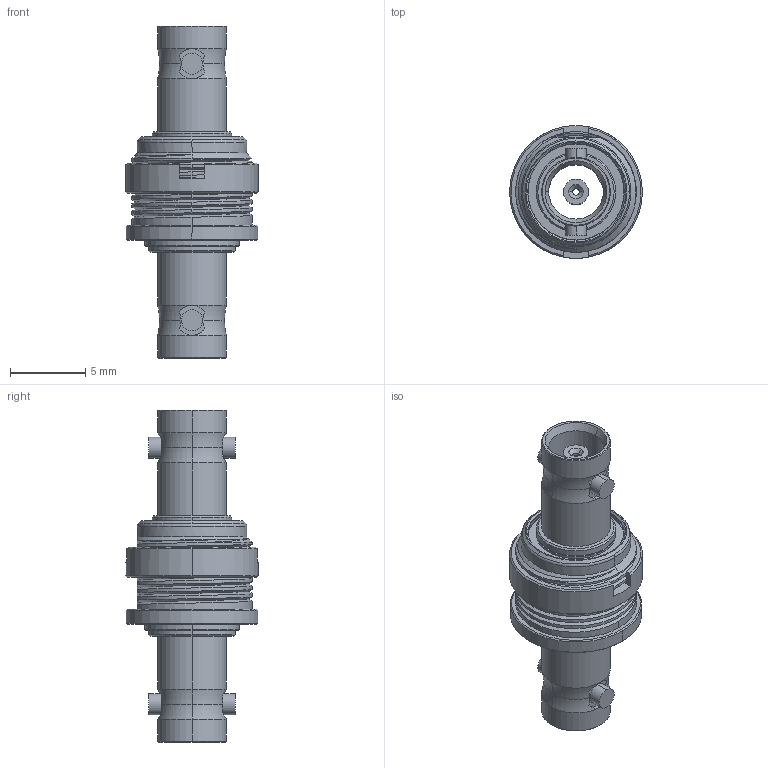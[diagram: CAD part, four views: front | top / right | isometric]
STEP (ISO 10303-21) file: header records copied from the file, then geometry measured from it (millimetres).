
FILE_DESCRIPTION (( 'STEP AP214' ), '1' );
FILE_NAME ('67-503-D126.STEP', '2024-07-31T08:35:24', ( '' ), ( '' ), 'SwSTEP 2.0', 'SolidWorks 2023', '' );
FILE_SCHEMA (( 'AUTOMOTIVE_DESIGN' ));
Length unit declared in the file: millimetre
Products named in the file (1): 67-503-D126
Bounding box: 8.8 x 8.8 x 22 mm (x, y, z)
Surface area: 898.7 mm2 (no closed solid volume)
Topology: 0 solids, 13 shells, 199 faces, 545 edges, 357 vertices
Faces by surface type: cylinder 74, cone 51, plane 35, bspline 26, torus 13
Entity records: 12437 total; most frequent: CARTESIAN_POINT 7775, ORIENTED_EDGE 984, DIRECTION 918, EDGE_CURVE 545, AXIS2_PLACEMENT_3D 385, VERTEX_POINT 357, EDGE_LOOP 216, CIRCLE 211
